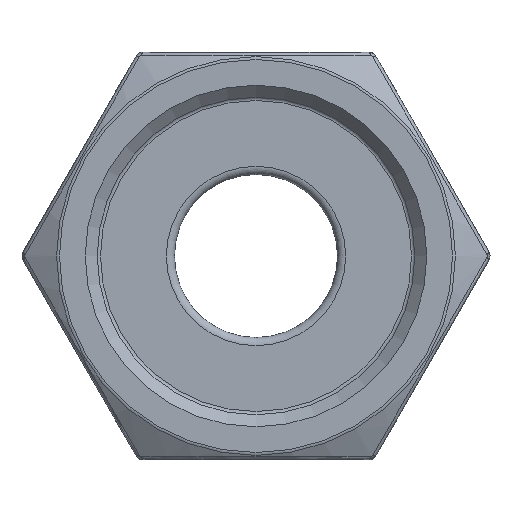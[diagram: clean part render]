
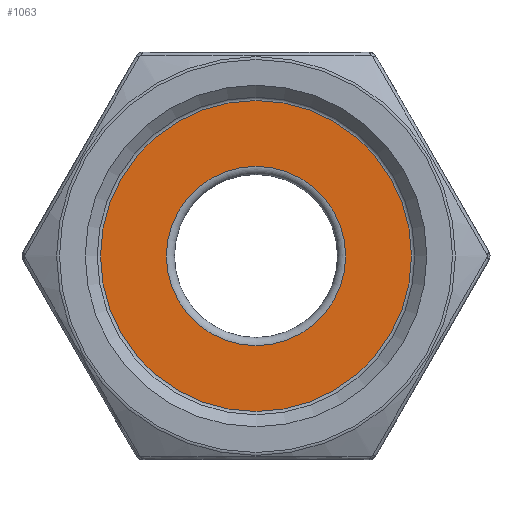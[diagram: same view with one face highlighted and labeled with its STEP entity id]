
A CAD part, left-side view. The second image highlights one B-rep face of the part: STEP entity #1063.
In plain terms, the highlighted planar face has unit normal (-1, 0, 0).
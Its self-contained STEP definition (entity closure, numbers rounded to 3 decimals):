
#428 = FACE_BOUND ( 'NONE', #744, .T. ) ;
#601 = CARTESIAN_POINT ( 'NONE',  ( 20.5, 0., 0. ) ) ;
#679 = VERTEX_POINT ( 'NONE', #1579 ) ;
#744 = EDGE_LOOP ( 'NONE', ( #8941 ) ) ;
#1063 = ADVANCED_FACE ( 'NONE', ( #428, #5781 ), #1394, .F. ) ;
#1394 = PLANE ( 'NONE',  #4710 ) ;
#1579 = CARTESIAN_POINT ( 'NONE',  ( 20.5, 0., 19.076 ) ) ;
#2369 = EDGE_CURVE ( 'NONE', #679, #679, #13015, .T. ) ;
#3633 = ORIENTED_EDGE ( 'NONE', *, *, #2369, .F. ) ;
#3802 = CARTESIAN_POINT ( 'NONE',  ( 20.5, 0., -19.576 ) ) ;
#4710 = AXIS2_PLACEMENT_3D ( 'NONE', #3802, #10063, #5916 ) ;
#4805 = DIRECTION ( 'NONE',  ( 0., 0., 1. ) ) ;
#4808 = CIRCLE ( 'NONE', #5886, 11. ) ;
#5781 = FACE_OUTER_BOUND ( 'NONE', #7458, .T. ) ;
#5886 = AXIS2_PLACEMENT_3D ( 'NONE', #13086, #7961, #9862 ) ;
#5916 = DIRECTION ( 'NONE',  ( 0., 1., 0. ) ) ;
#7458 = EDGE_LOOP ( 'NONE', ( #3633 ) ) ;
#7961 = DIRECTION ( 'NONE',  ( 1., 0., 0. ) ) ;
#8941 = ORIENTED_EDGE ( 'NONE', *, *, #12334, .T. ) ;
#9862 = DIRECTION ( 'NONE',  ( 0., 0., -1. ) ) ;
#10063 = DIRECTION ( 'NONE',  ( 1., 0., 0. ) ) ;
#11846 = DIRECTION ( 'NONE',  ( 1., 0., 0. ) ) ;
#12334 = EDGE_CURVE ( 'NONE', #12931, #12931, #4808, .T. ) ;
#12582 = AXIS2_PLACEMENT_3D ( 'NONE', #601, #11846, #4805 ) ;
#12931 = VERTEX_POINT ( 'NONE', #13192 ) ;
#13015 = CIRCLE ( 'NONE', #12582, 19.076 ) ;
#13086 = CARTESIAN_POINT ( 'NONE',  ( 20.5, 0., 0. ) ) ;
#13192 = CARTESIAN_POINT ( 'NONE',  ( 20.5, 0., -11. ) ) ;
